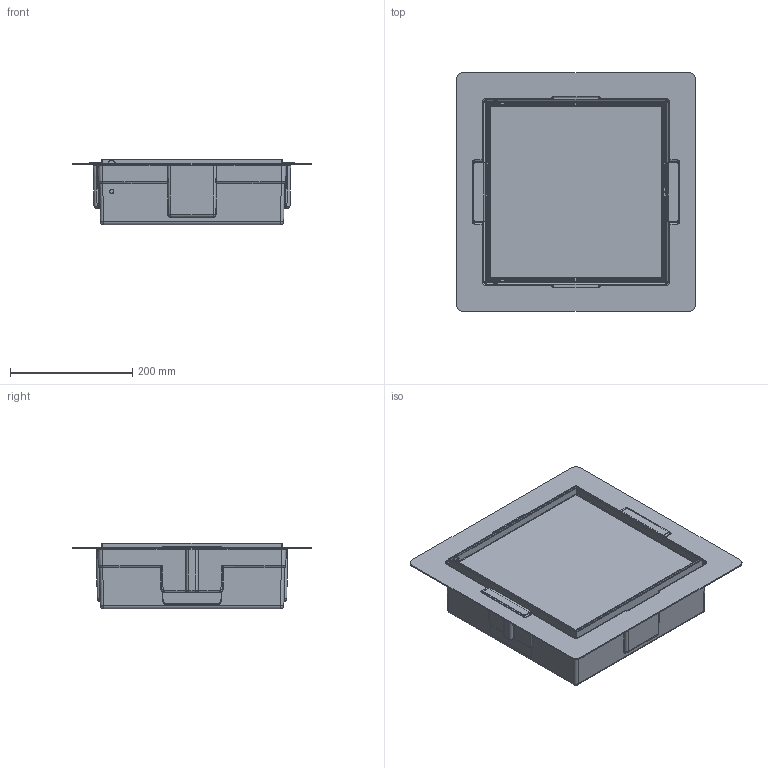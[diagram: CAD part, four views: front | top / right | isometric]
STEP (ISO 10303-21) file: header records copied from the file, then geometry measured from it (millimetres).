
FILE_DESCRIPTION(('CAx-IF Rec.Pracs.---Model Styling and Organization---1.2---2011-12-15','CAx-IF Rec.Pracs.---Geometric and Assembly Validation Properties---4.1---2014-06-16','CAx-IF Rec.Pracs.---PMI Polyline Presentation---2.0---2013-05-24'),'2;1');
FILE_NAME('1000150306_PPR_000.stp','2021-01-21T13:47:56+01:00',(''),(''),'STEP Interface 4.3 by CT CoreTechnologie','3D_Evolution4.3 by CT CoreTechnologie','');
FILE_SCHEMA(('AP203_CONFIGURATION_CONTROLLED_3D_DESIGN_OF_MECHANICAL_PARTS_AND_ASSEMBLIES_MIM_LF'));
Length unit declared in the file: millimetre
Products named in the file (12): P_2 HG XtraStoris Rock 300x300x100mm 1000150306_PPR_000_A0; P_2 Einbaubox C Box 300x300x100 1000150141_PPA_000_A0; P_2 Wandnische T Box 300x300x100 1000150311_PPA_000_A0; P_2 Befestigung Wandnische 1000150291_PPA_000_A0; P_2 Halterung Wandbox 1000150135_PPR_000_A0; P_2 Befestigung Wandbox 1000150134_PPA_000_A0; LIM Klebepad Wandbox 1000149636_PPA_000_A0; LIM_Tuer Wandnische T-Box 300x300 1000149976_PPA_000_A0; LIM_Flies Wandnische T-Box 300x300 1000149977_PPA_000_A0; P_2 Push to open Wandnische 1000150163_PPA_000_A0; P_2 Tuerscharnier_1 Wandnische 1000150161_PPA_000_A0; P_2 Tuerscharnier_2 Wandnische 1000150162_PPA_000_A0
Assembly tree (13 placements, depth 3):
  P_2 HG XtraStoris Rock 300x300x100mm 1000150306_PPR_000_A0
    P_2 Einbaubox C Box 300x300x100 1000150141_PPA_000_A0
    P_2 Wandnische T Box 300x300x100 1000150311_PPA_000_A0
    P_2 Befestigung Wandnische 1000150291_PPA_000_A0  x2
    P_2 Halterung Wandbox 1000150135_PPR_000_A0  x2
      P_2 Befestigung Wandbox 1000150134_PPA_000_A0
      LIM Klebepad Wandbox 1000149636_PPA_000_A0
    LIM_Tuer Wandnische T-Box 300x300 1000149976_PPA_000_A0
    LIM_Flies Wandnische T-Box 300x300 1000149977_PPA_000_A0
    P_2 Push to open Wandnische 1000150163_PPA_000_A0
    P_2 Tuerscharnier_1 Wandnische 1000150161_PPA_000_A0
    P_2 Tuerscharnier_2 Wandnische 1000150162_PPA_000_A0
Bounding box: 390 x 390 x 107 mm (x, y, z)
Volume: 1151378.1 mm3; surface area: 1360778.6 mm2
Topology: 15 solids, 15 shells, 795 faces, 1757 edges, 1020 vertices
Faces by surface type: cylinder 302, bspline 264, plane 229
Entity records: 42460 total; most frequent: CARTESIAN_POINT 17651, DIRECTION 3325, ORIENTED_EDGE 3314, EDGE_CURVE 1657, AXIS2_PLACEMENT_3D 1274, VERTEX_POINT 956, EDGE_LOOP 783, VECTOR 777
